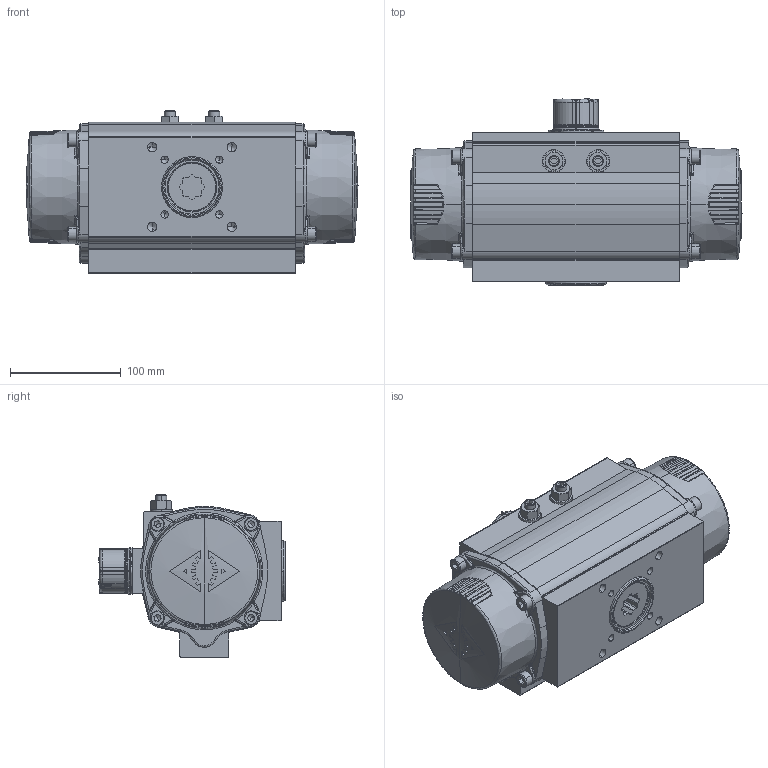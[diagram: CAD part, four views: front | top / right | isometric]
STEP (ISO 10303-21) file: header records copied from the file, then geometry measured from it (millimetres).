
FILE_DESCRIPTION (( 'STEP AP214' ), '1' );
FILE_NAME ('0200 ASR.STEP', '2011-12-07T10:42:29', ( 'ossuin - p' ), ( 'Ossuin' ), 'SwSTEP 2.0', 'SolidWorks 2010', '' );
FILE_SCHEMA (( 'AUTOMOTIVE_DESIGN' ));
Length unit declared in the file: millimetre
Products named in the file (10): E0200N; Tapon ﾘ45; 0200 ASR; T0200; CR0080; C0200; DIN 915 - M10 x 30-C_DIN 915 - M10 x 30-C; Hexagon Nut ISO 4032 - M10 - D - C_Default; Washer DIN 125 - A 10.5_Default; DIN 912 M8 x 30 --- 30C_Default
Assembly tree (20 placements, depth 2):
  0200 ASR
    CR0080
    DIN 915 - M10 x 30-C_DIN 915 - M10 x 30-C  x2
    Hexagon Nut ISO 4032 - M10 - D - C_Default  x2
    DIN 912 M8 x 30 --- 30C_Default  x8
    Washer DIN 125 - A 10.5_Default  x2
    T0200  x2
    E0200N
    C0200
    Tapon ﾘ45
Bounding box: 300.37 x 168.29 x 147.1 mm (x, y, z)
Volume: 1469965.4 mm3; surface area: 376325.4 mm2
Topology: 28 solids, 28 shells, 3400 faces, 8875 edges, 5494 vertices
Faces by surface type: plane 1132, cylinder 1106, bspline 687, cone 296, torus 151, sphere 28
Entity records: 123347 total; most frequent: CARTESIAN_POINT 47060, ORIENTED_EDGE 13746, DIRECTION 12072, EDGE_CURVE 6873, AXIS2_PLACEMENT_3D 4562, VERTEX_POINT 4372, VECTOR 2948, LINE 2948
